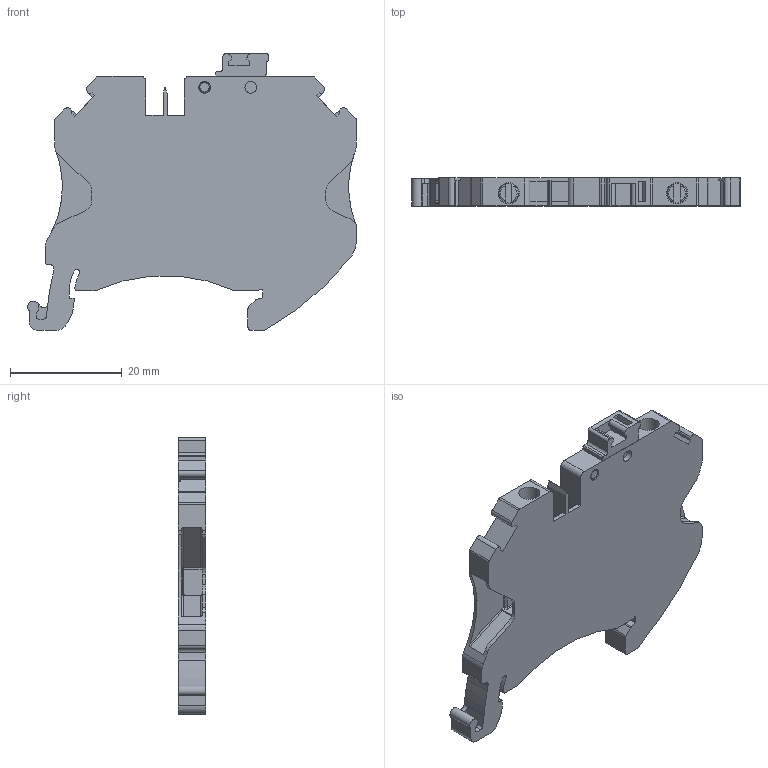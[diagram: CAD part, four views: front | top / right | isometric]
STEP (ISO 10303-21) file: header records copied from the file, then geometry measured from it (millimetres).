
FILE_DESCRIPTION(/* description */ ('Unknown'),/* implementation_level */ '2;1');
FILE_NAME(/* name */ 'TQK2.5_3D_SOLID',/* time_stamp */ '2021-04-21T12:20:08+06:00',/* author */ ('Unknown'),/* organization */ ('Unknown'),/* preprocessor_version */ 'ST-DEVELOPER v16.7',/* originating_system */ 'DEX',/* authorisation */ $);
FILE_SCHEMA (('AUTOMOTIVE_DESIGN {1 0 10303 214 3 1 1}'));
Length unit declared in the file: millimetre
Products named in the file (1): TQK2.5_SOLID
Bounding box: 58.85 x 5 x 49.51 mm (x, y, z)
Volume: 8722.6 mm3; surface area: 6481.7 mm2
Topology: 1 solids, 1 shells, 262 faces, 726 edges, 476 vertices
Faces by surface type: plane 147, cylinder 101, torus 10, sphere 2, cone 2
Full cylindrical faces by diameter (mm): 2 x1, 2.1 x3, 2.6 x2, 2.8 x2, 3.5 x2, 3.8 x2
Entity records: 10125 total; most frequent: CARTESIAN_POINT 1482, DIRECTION 1439, ORIENTED_EDGE 1402, EDGE_CURVE 701, AXIS2_PLACEMENT_3D 489, VERTEX_POINT 470, LINE 461, VECTOR 461
